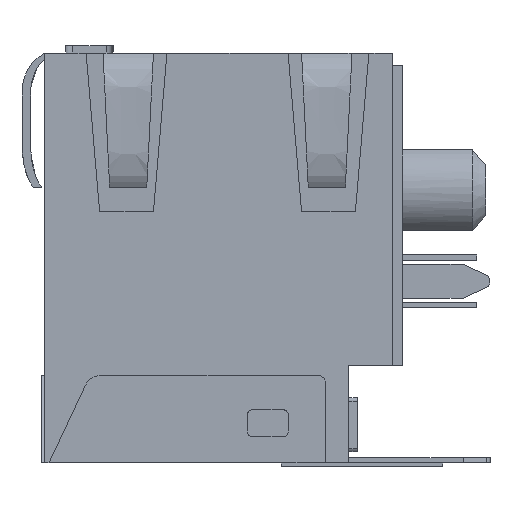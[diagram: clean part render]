
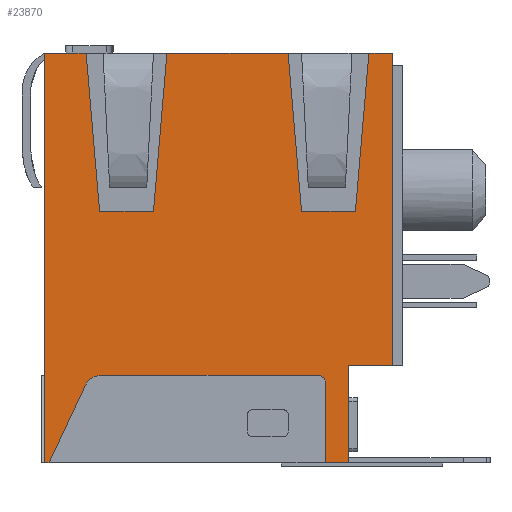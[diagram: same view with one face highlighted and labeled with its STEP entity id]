
A CAD part, left-side view. The second image highlights one B-rep face of the part: STEP entity #23870.
In plain terms, the highlighted planar face has unit normal (-1, 0, 0).
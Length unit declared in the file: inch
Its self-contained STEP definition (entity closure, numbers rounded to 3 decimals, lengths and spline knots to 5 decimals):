
#88=DIRECTION('',(0.,1.,0.));
#89=VECTOR('',#88,0.007);
#90=CARTESIAN_POINT('',(-1.269,0.265,-0.295));
#91=LINE('',#90,#89);
#96=DIRECTION('',(0.,1.,0.));
#97=VECTOR('',#96,0.035);
#98=CARTESIAN_POINT('',(-1.269,-0.18,-0.295));
#99=LINE('',#98,#97);
#281=DIRECTION('',(0.,1.,0.));
#282=VECTOR('',#281,0.065);
#283=CARTESIAN_POINT('',(-1.269,-0.245,-0.15));
#284=LINE('',#283,#282);
#285=DIRECTION('',(0.,0.,1.));
#286=VECTOR('',#285,0.145);
#287=CARTESIAN_POINT('',(-1.269,-0.18,-0.295));
#288=LINE('',#287,#286);
#289=DIRECTION('',(0.,0.,1.));
#290=VECTOR('',#289,0.12);
#291=CARTESIAN_POINT('',(-1.269,-0.145,-0.295));
#292=LINE('',#291,#290);
#293=CARTESIAN_POINT('',(-1.269,-0.135,-0.175));
#294=DIRECTION('',(1.,0.,0.));
#295=DIRECTION('',(0.,0.,1.));
#296=AXIS2_PLACEMENT_3D('',#293,#294,#295);
#298=DIRECTION('',(0.,-1.,0.));
#299=VECTOR('',#298,0.32345);
#300=CARTESIAN_POINT('',(-1.269,0.18845,-0.165));
#301=LINE('',#300,#299);
#302=CARTESIAN_POINT('',(-1.269,0.18845,-0.19));
#303=DIRECTION('',(1.,0.,0.));
#304=DIRECTION('',(0.,0.906,0.423));
#305=AXIS2_PLACEMENT_3D('',#302,#303,#304);
#307=DIRECTION('',(0.,-0.423,0.906));
#308=VECTOR('',#307,0.12751);
#309=CARTESIAN_POINT('',(-1.269,0.265,-0.295));
#310=LINE('',#309,#308);
#311=DIRECTION('',(0.,0.,1.));
#312=VECTOR('',#311,0.609);
#313=CARTESIAN_POINT('',(-1.269,0.272,-0.295));
#314=LINE('',#313,#312);
#315=DIRECTION('',(0.,0.085,0.996));
#316=VECTOR('',#315,0.23585);
#317=CARTESIAN_POINT('',(-1.269,0.19,0.079));
#318=LINE('',#317,#316);
#319=DIRECTION('',(0.,1.,0.));
#320=VECTOR('',#319,0.08);
#321=CARTESIAN_POINT('',(-1.269,0.11,0.079));
#322=LINE('',#321,#320);
#323=DIRECTION('',(0.,0.085,-0.996));
#324=VECTOR('',#323,0.23585);
#325=CARTESIAN_POINT('',(-1.269,0.09,0.314));
#326=LINE('',#325,#324);
#327=DIRECTION('',(0.,-0.085,-0.996));
#328=VECTOR('',#327,0.23585);
#329=CARTESIAN_POINT('',(-1.269,-0.09,0.314));
#330=LINE('',#329,#328);
#331=DIRECTION('',(0.,-1.,0.));
#332=VECTOR('',#331,0.08);
#333=CARTESIAN_POINT('',(-1.269,-0.11,0.079));
#334=LINE('',#333,#332);
#335=DIRECTION('',(0.,-0.085,0.996));
#336=VECTOR('',#335,0.23585);
#337=CARTESIAN_POINT('',(-1.269,-0.19,0.079));
#338=LINE('',#337,#336);
#339=DIRECTION('',(0.,0.,-1.));
#340=VECTOR('',#339,0.464);
#341=CARTESIAN_POINT('',(-1.269,-0.245,0.314));
#342=LINE('',#341,#340);
#1777=DIRECTION('',(0.,-1.,0.));
#1778=VECTOR('',#1777,0.035);
#1779=CARTESIAN_POINT('',(-1.269,-0.21,0.314));
#1780=LINE('',#1779,#1778);
#1809=DIRECTION('',(0.,-1.,0.));
#1810=VECTOR('',#1809,0.18);
#1811=CARTESIAN_POINT('',(-1.269,0.09,0.314));
#1812=LINE('',#1811,#1810);
#1841=DIRECTION('',(0.,-1.,0.));
#1842=VECTOR('',#1841,0.062);
#1843=CARTESIAN_POINT('',(-1.269,0.272,0.314));
#1844=LINE('',#1843,#1842);
#17918=CARTESIAN_POINT('',(-1.269,-0.245,0.314));
#17920=VERTEX_POINT('',#17918);
#17948=CARTESIAN_POINT('',(-1.269,0.272,-0.295));
#17949=VERTEX_POINT('',#17948);
#17990=CARTESIAN_POINT('',(-1.269,0.09,0.314));
#17991=CARTESIAN_POINT('',(-1.269,0.11,0.079));
#17992=VERTEX_POINT('',#17990);
#17993=VERTEX_POINT('',#17991);
#17994=CARTESIAN_POINT('',(-1.269,0.19,0.079));
#17995=VERTEX_POINT('',#17994);
#17996=CARTESIAN_POINT('',(-1.269,0.21,0.314));
#17997=VERTEX_POINT('',#17996);
#18108=CARTESIAN_POINT('',(-1.269,-0.135,-0.165));
#18109=CARTESIAN_POINT('',(-1.269,-0.145,-0.175));
#18110=VERTEX_POINT('',#18108);
#18111=VERTEX_POINT('',#18109);
#18112=CARTESIAN_POINT('',(-1.269,-0.145,-0.295));
#18113=VERTEX_POINT('',#18112);
#18114=CARTESIAN_POINT('',(-1.269,0.265,-0.295));
#18115=CARTESIAN_POINT('',(-1.269,0.21111,-0.17943));
#18116=VERTEX_POINT('',#18114);
#18117=VERTEX_POINT('',#18115);
#18118=CARTESIAN_POINT('',(-1.269,0.18845,-0.165));
#18119=VERTEX_POINT('',#18118);
#18168=CARTESIAN_POINT('',(-1.269,-0.09,0.314));
#18169=CARTESIAN_POINT('',(-1.269,-0.11,0.079));
#18170=VERTEX_POINT('',#18168);
#18171=VERTEX_POINT('',#18169);
#18172=CARTESIAN_POINT('',(-1.269,-0.19,0.079));
#18173=VERTEX_POINT('',#18172);
#18174=CARTESIAN_POINT('',(-1.269,-0.21,0.314));
#18175=VERTEX_POINT('',#18174);
#18262=CARTESIAN_POINT('',(-1.269,-0.245,-0.15));
#18263=VERTEX_POINT('',#18262);
#18268=CARTESIAN_POINT('',(-1.269,-0.18,-0.15));
#18269=VERTEX_POINT('',#18268);
#18270=CARTESIAN_POINT('',(-1.269,-0.18,-0.295));
#18271=VERTEX_POINT('',#18270);
#18284=CARTESIAN_POINT('',(-1.269,0.272,0.314));
#18285=VERTEX_POINT('',#18284);
#23826=CARTESIAN_POINT('',(-1.269,-0.245,0.295));
#23827=DIRECTION('',(-1.,0.,0.));
#23828=DIRECTION('',(0.,1.,0.));
#23829=AXIS2_PLACEMENT_3D('',#23826,#23827,#23828);
#23830=PLANE('',#23829);
#23832=ORIENTED_EDGE('',*,*,#23831,.T.);
#23833=ORIENTED_EDGE('',*,*,#23688,.F.);
#23834=ORIENTED_EDGE('',*,*,#23585,.T.);
#23836=ORIENTED_EDGE('',*,*,#23835,.T.);
#23838=ORIENTED_EDGE('',*,*,#23837,.F.);
#23840=ORIENTED_EDGE('',*,*,#23839,.F.);
#23842=ORIENTED_EDGE('',*,*,#23841,.F.);
#23844=ORIENTED_EDGE('',*,*,#23843,.F.);
#23845=ORIENTED_EDGE('',*,*,#23577,.T.);
#23847=ORIENTED_EDGE('',*,*,#23846,.T.);
#23849=ORIENTED_EDGE('',*,*,#23848,.T.);
#23851=ORIENTED_EDGE('',*,*,#23850,.F.);
#23853=ORIENTED_EDGE('',*,*,#23852,.F.);
#23855=ORIENTED_EDGE('',*,*,#23854,.F.);
#23857=ORIENTED_EDGE('',*,*,#23856,.T.);
#23859=ORIENTED_EDGE('',*,*,#23858,.T.);
#23861=ORIENTED_EDGE('',*,*,#23860,.T.);
#23863=ORIENTED_EDGE('',*,*,#23862,.T.);
#23865=ORIENTED_EDGE('',*,*,#23864,.T.);
#23867=ORIENTED_EDGE('',*,*,#23866,.T.);
#23868=EDGE_LOOP('',(#23832,#23833,#23834,#23836,#23838,#23840,#23842,#23844,
#23845,#23847,#23849,#23851,#23853,#23855,#23857,#23859,#23861,#23863,#23865,
#23867));
#23869=FACE_OUTER_BOUND('',#23868,.F.);
#23870=ADVANCED_FACE('',(#23869),#23830,.T.);
#297=CIRCLE('',#296,0.01);
#306=CIRCLE('',#305,0.025);
#23577=EDGE_CURVE('',#18116,#17949,#91,.T.);
#23585=EDGE_CURVE('',#18271,#18113,#99,.T.);
#23688=EDGE_CURVE('',#18271,#18269,#288,.T.);
#23831=EDGE_CURVE('',#18263,#18269,#284,.T.);
#23835=EDGE_CURVE('',#18113,#18111,#292,.T.);
#23837=EDGE_CURVE('',#18110,#18111,#297,.T.);
#23839=EDGE_CURVE('',#18119,#18110,#301,.T.);
#23841=EDGE_CURVE('',#18117,#18119,#306,.T.);
#23843=EDGE_CURVE('',#18116,#18117,#310,.T.);
#23846=EDGE_CURVE('',#17949,#18285,#314,.T.);
#23848=EDGE_CURVE('',#18285,#17997,#1844,.T.);
#23850=EDGE_CURVE('',#17995,#17997,#318,.T.);
#23852=EDGE_CURVE('',#17993,#17995,#322,.T.);
#23854=EDGE_CURVE('',#17992,#17993,#326,.T.);
#23856=EDGE_CURVE('',#17992,#18170,#1812,.T.);
#23858=EDGE_CURVE('',#18170,#18171,#330,.T.);
#23860=EDGE_CURVE('',#18171,#18173,#334,.T.);
#23862=EDGE_CURVE('',#18173,#18175,#338,.T.);
#23864=EDGE_CURVE('',#18175,#17920,#1780,.T.);
#23866=EDGE_CURVE('',#17920,#18263,#342,.T.);
